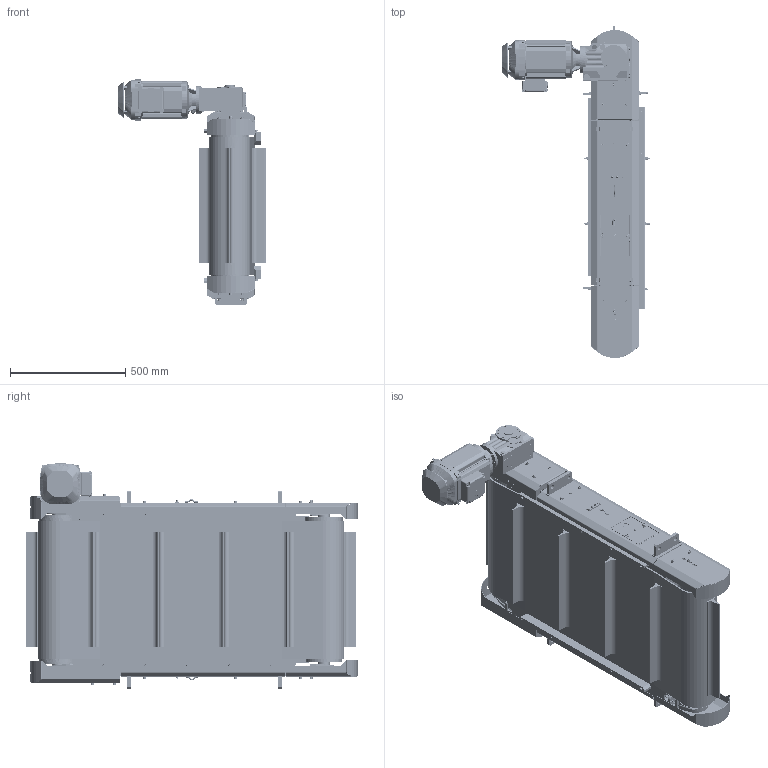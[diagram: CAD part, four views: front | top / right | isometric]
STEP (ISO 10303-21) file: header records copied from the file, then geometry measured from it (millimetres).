
FILE_DESCRIPTION(/* description */ (''),/* implementation_level */ '2;1');
FILE_NAME(/* name */ 'RONC065331.stp',/* time_stamp */ '2023-09-01T11:34:08+02:00',/* author */ ('PH'),/* organization */ (''),/* preprocessor_version */ 'ST-DEVELOPER v18.1',/* originating_system */ 'Autodesk Inventor 2021',/* authorisation */ '');
FILE_SCHEMA (('AUTOMOTIVE_DESIGN { 1 0 10303 214 3 1 1 }'));
Products named in the file (1): RONC065331
Bounding box: 645.1 x 1440.21 x 977.88 mm (x, y, z)
Volume: 59215284.6 mm3; surface area: 12141058.5 mm2
Topology: 27 solids, 27 shells, 8300 faces, 22079 edges, 14205 vertices
Faces by surface type: plane 4970, cylinder 1600, bspline 944, cone 636, torus 118, sphere 32
Full cylindrical faces by diameter (mm): 3.15 x2, 3.2 x8, 4 x4, 4.917 x8, 5.459 x4, 6 x71, 6.5 x9, 6.6 x14, 6.647 x9, 6.917 x4, 7 x24, 7.318 x4, 7.323 x11, 8 x65, 8.376 x1, 8.4 x22, 8.5 x4, 8.566 x4, 8.7 x4, 9 x6, 9.188 x6, 9.59 x6, 9.6 x2, 10 x37, 10.5 x5, 11 x17, 11.4 x11, 12 x10, 12.5 x2, 13 x31
Entity records: 284212 total; most frequent: CARTESIAN_POINT 75832, ORIENTED_EDGE 43966, DIRECTION 38092, EDGE_CURVE 21983, VERTEX_POINT 14213, LINE 13506, VECTOR 13506, AXIS2_PLACEMENT_3D 12293
